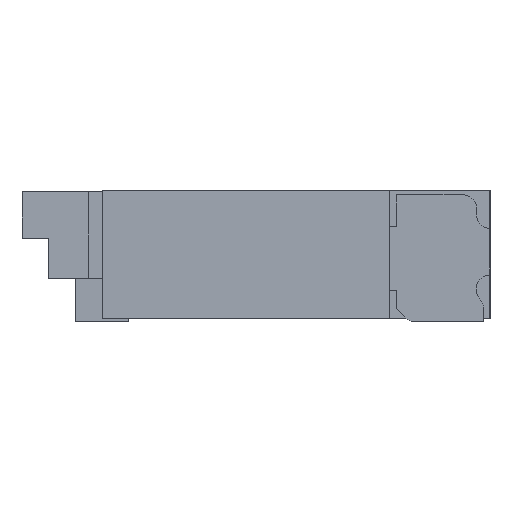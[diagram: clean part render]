
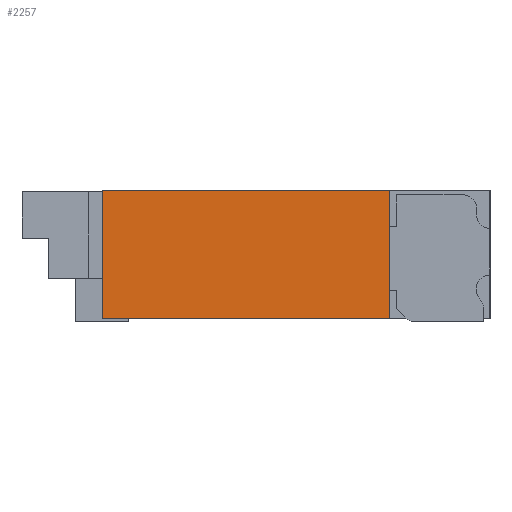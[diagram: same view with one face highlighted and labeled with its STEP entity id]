
A CAD part, left-side view. The second image highlights one B-rep face of the part: STEP entity #2257.
In plain terms, the highlighted planar face has unit normal (-1, 0, 0).
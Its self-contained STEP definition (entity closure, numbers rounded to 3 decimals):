
#2257 = ADVANCED_FACE( '', ( #4361 ), #4362, .T. );
#4361 = FACE_OUTER_BOUND( '', #6390, .T. );
#4362 = PLANE( '', #6391 );
#6390 = EDGE_LOOP( '', ( #13121, #13122, #13123, #13124 ) );
#6391 = AXIS2_PLACEMENT_3D( '', #13125, #13126, #13127 );
#13121 = ORIENTED_EDGE( '', *, *, #14673, .F. );
#13122 = ORIENTED_EDGE( '', *, *, #16099, .T. );
#13123 = ORIENTED_EDGE( '', *, *, #15508, .T. );
#13124 = ORIENTED_EDGE( '', *, *, #16298, .T. );
#13125 = CARTESIAN_POINT( '', ( -7.5, 0., 0. ) );
#13126 = DIRECTION( '', ( -1., 0., 0. ) );
#13127 = DIRECTION( '', ( 0., 0., 1. ) );
#14673 = EDGE_CURVE( '', #18361, #18363, #18364, .T. );
#15508 = EDGE_CURVE( '', #19646, #19644, #19647, .T. );
#16099 = EDGE_CURVE( '', #18361, #19646, #20398, .T. );
#16298 = EDGE_CURVE( '', #19644, #18363, #20617, .T. );
#18361 = VERTEX_POINT( '', #23610 );
#18363 = VERTEX_POINT( '', #23613 );
#18364 = LINE( '', #23614, #23615 );
#19644 = VERTEX_POINT( '', #25565 );
#19646 = VERTEX_POINT( '', #25568 );
#19647 = LINE( '', #25569, #25570 );
#20398 = LINE( '', #26757, #26758 );
#20617 = LINE( '', #27075, #27076 );
#23610 = CARTESIAN_POINT( '', ( -7.5, -0.7, 0.48 ) );
#23613 = CARTESIAN_POINT( '', ( -7.5, -0.7, -0.48 ) );
#23614 = CARTESIAN_POINT( '', ( -7.5, -0.7, 0. ) );
#23615 = VECTOR( '', #28172, 1000. );
#25565 = CARTESIAN_POINT( '', ( -7.5, 1.45, -0.48 ) );
#25568 = CARTESIAN_POINT( '', ( -7.5, 1.45, 0.48 ) );
#25569 = CARTESIAN_POINT( '', ( -7.5, 1.45, 0.48 ) );
#25570 = VECTOR( '', #28880, 1000. );
#26757 = CARTESIAN_POINT( '', ( -7.5, -1.45, 0.48 ) );
#26758 = VECTOR( '', #29323, 1000. );
#27075 = CARTESIAN_POINT( '', ( -7.5, 1.45, -0.48 ) );
#27076 = VECTOR( '', #29422, 1000. );
#28172 = DIRECTION( '', ( 0., 0., -1. ) );
#28880 = DIRECTION( '', ( 0., 0., -1. ) );
#29323 = DIRECTION( '', ( 0., 1., 0. ) );
#29422 = DIRECTION( '', ( 0., -1., 0. ) );
